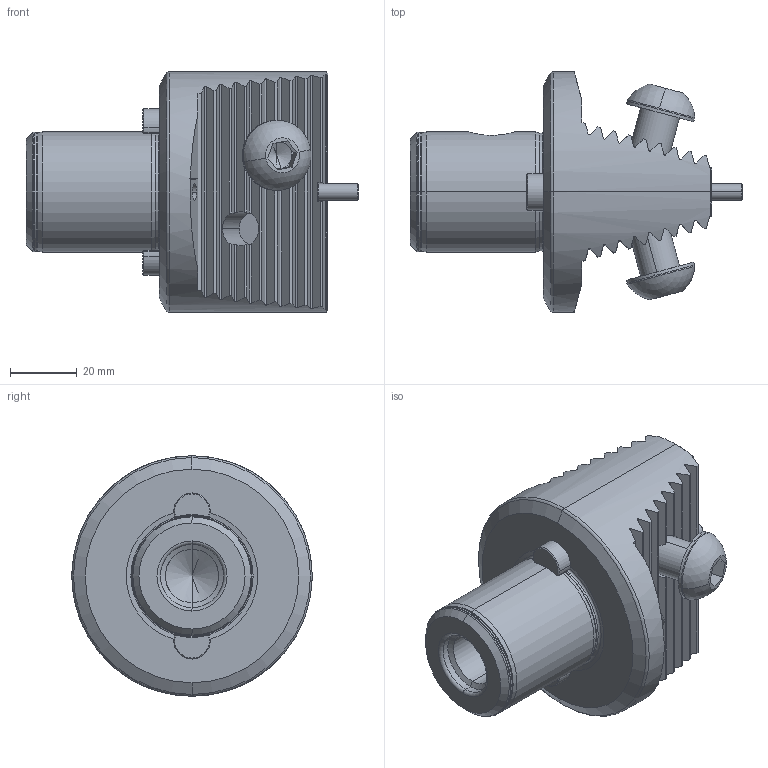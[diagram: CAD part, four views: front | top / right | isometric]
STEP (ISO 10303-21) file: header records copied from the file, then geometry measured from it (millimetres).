
FILE_DESCRIPTION (( 'STEP AP203' ), '1' );
FILE_NAME ('ST6-Z72.K23.100.STEP', '2016-02-12T11:49:28', ( 'SWIAdmin' ), ( 'Hewlett-Packard Company' ), 'SwSTEP 2.0', 'SolidWorks 2015', '' );
FILE_SCHEMA (( 'CONFIG_CONTROL_DESIGN' ));
Length unit declared in the file: millimetre
Products named in the file (7): ST6-ER2.001.012_A; ST6-Z72.K23.100; ST6-Z72.K23.100_A; Z72-ER1.002.025_A; Z72-ER1.003.025_A_gespannt; Z72-ER1.001.025; Z42-ER2.001.019_A
Assembly tree (8 placements, depth 3):
  ST6-Z72.K23.100
    ST6-Z72.K23.100_A
    Z72-ER1.001.025  x2
      Z72-ER1.002.025_A
      Z72-ER1.003.025_A_gespannt
    Z42-ER2.001.019_A
    ST6-ER2.001.012_A  x2
Bounding box: 99.5 x 72 x 72 mm (x, y, z)
Volume: 153534.5 mm3; surface area: 35628.2 mm2
Topology: 8 solids, 8 shells, 385 faces, 966 edges, 588 vertices
Faces by surface type: plane 157, cylinder 114, cone 82, torus 28, sphere 4
Entity records: 11265 total; most frequent: CARTESIAN_POINT 3081, ORIENTED_EDGE 1672, DIRECTION 1474, EDGE_CURVE 836, AXIS2_PLACEMENT_3D 576, VERTEX_POINT 519, EDGE_LOOP 347, ADVANCED_FACE 331
